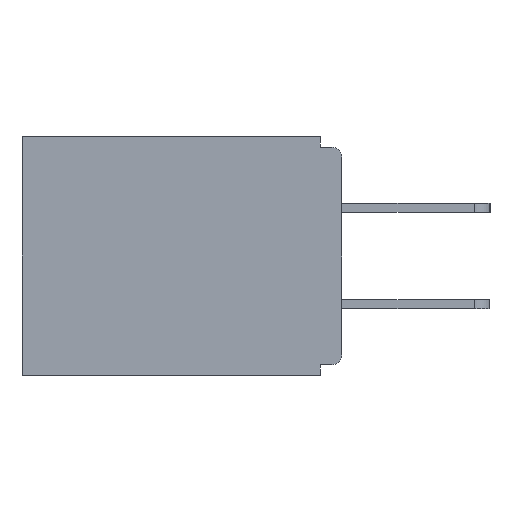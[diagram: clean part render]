
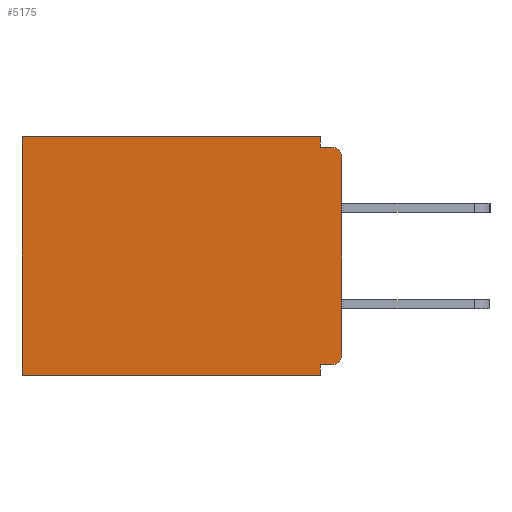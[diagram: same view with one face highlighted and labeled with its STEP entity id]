
A CAD part, left-side view. The second image highlights one B-rep face of the part: STEP entity #5175.
In plain terms, the highlighted planar face has unit normal (-1, 0, 0).
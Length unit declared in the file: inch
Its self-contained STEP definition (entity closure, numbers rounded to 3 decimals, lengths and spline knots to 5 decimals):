
#131 = ORIENTED_EDGE ( 'NONE', *, *, #10598, .F. ) ;
#308 = LINE ( 'NONE', #9941, #8647 ) ;
#329 = ORIENTED_EDGE ( 'NONE', *, *, #12026, .F. ) ;
#351 = CARTESIAN_POINT ( 'NONE',  ( 0.298, 0., 0. ) ) ;
#387 = DIRECTION ( 'NONE',  ( 0., 0., -1. ) ) ;
#450 = CARTESIAN_POINT ( 'NONE',  ( 0.298, 0.031, -0.328 ) ) ;
#473 = ORIENTED_EDGE ( 'NONE', *, *, #9995, .F. ) ;
#507 = LINE ( 'NONE', #351, #10986 ) ;
#514 = CIRCLE ( 'NONE', #4173, 0.015 ) ;
#572 = ORIENTED_EDGE ( 'NONE', *, *, #1068, .T. ) ;
#613 = ORIENTED_EDGE ( 'NONE', *, *, #7551, .T. ) ;
#759 = VERTEX_POINT ( 'NONE', #1843 ) ;
#847 = CARTESIAN_POINT ( 'NONE',  ( 0.298, 0.031, -0.343 ) ) ;
#927 = CARTESIAN_POINT ( 'NONE',  ( 0.298, 0., 0. ) ) ;
#1068 = EDGE_CURVE ( 'NONE', #759, #9115, #10208, .T. ) ;
#1255 = CARTESIAN_POINT ( 'NONE',  ( 0.298, 0., -0.03 ) ) ;
#1843 = CARTESIAN_POINT ( 'NONE',  ( 0.298, 0.46, 0. ) ) ;
#1900 = DIRECTION ( 'NONE',  ( 1., 0., 0. ) ) ;
#2057 = CARTESIAN_POINT ( 'NONE',  ( 0.298, 0.031, -0.343 ) ) ;
#2289 = DIRECTION ( 'NONE',  ( 0., -1., 0. ) ) ;
#2330 = FACE_OUTER_BOUND ( 'NONE', #6803, .T. ) ;
#2525 = EDGE_CURVE ( 'NONE', #6267, #6693, #10762, .T. ) ;
#2707 = LINE ( 'NONE', #10818, #6105 ) ;
#2781 = DIRECTION ( 'NONE',  ( 0., 0., -1. ) ) ;
#2810 = EDGE_CURVE ( 'NONE', #9121, #9115, #11667, .T. ) ;
#2873 = DIRECTION ( 'NONE',  ( 0., 0., -1. ) ) ;
#2963 = LINE ( 'NONE', #6099, #12383 ) ;
#3217 = CARTESIAN_POINT ( 'NONE',  ( 0.298, 0.015, -0.313 ) ) ;
#3344 = DIRECTION ( 'NONE',  ( 0., 1., 0. ) ) ;
#3365 = EDGE_CURVE ( 'NONE', #8807, #9121, #3994, .T. ) ;
#3994 = LINE ( 'NONE', #2057, #9790 ) ;
#4151 = DIRECTION ( 'NONE',  ( -1., 0., 0. ) ) ;
#4173 = AXIS2_PLACEMENT_3D ( 'NONE', #3217, #4151, #11773 ) ;
#4711 = VERTEX_POINT ( 'NONE', #6500 ) ;
#4902 = EDGE_CURVE ( 'NONE', #9446, #6693, #514, .T. ) ;
#5092 = ORIENTED_EDGE ( 'NONE', *, *, #2525, .F. ) ;
#5175 = ADVANCED_FACE ( 'NONE', ( #2330 ), #6628, .F. ) ;
#5303 = CARTESIAN_POINT ( 'NONE',  ( 0.298, 0.031, 0. ) ) ;
#5373 = CARTESIAN_POINT ( 'NONE',  ( 0.298, 0.46, 0. ) ) ;
#5968 = DIRECTION ( 'NONE',  ( 0., 0., -1. ) ) ;
#6099 = CARTESIAN_POINT ( 'NONE',  ( 0.298, 0.031, -0.343 ) ) ;
#6105 = VECTOR ( 'NONE', #10715, 39.37008 ) ;
#6267 = VERTEX_POINT ( 'NONE', #1255 ) ;
#6500 = CARTESIAN_POINT ( 'NONE',  ( 0.298, 0.015, -0.015 ) ) ;
#6628 = PLANE ( 'NONE',  #11949 ) ;
#6690 = VECTOR ( 'NONE', #2781, 39.37008 ) ;
#6693 = VERTEX_POINT ( 'NONE', #8698 ) ;
#6803 = EDGE_LOOP ( 'NONE', ( #7383, #473, #329, #613, #572, #10940, #9495, #131, #7593, #5092 ) ) ;
#6916 = DIRECTION ( 'NONE',  ( -1., 0., 0. ) ) ;
#7383 = ORIENTED_EDGE ( 'NONE', *, *, #11755, .T. ) ;
#7551 = EDGE_CURVE ( 'NONE', #10713, #759, #507, .T. ) ;
#7593 = ORIENTED_EDGE ( 'NONE', *, *, #4902, .T. ) ;
#7684 = CARTESIAN_POINT ( 'NONE',  ( 0.298, 0.031, -0.015 ) ) ;
#7775 = VECTOR ( 'NONE', #10130, 39.37008 ) ;
#7869 = CARTESIAN_POINT ( 'NONE',  ( 0.298, 0.015, -0.03 ) ) ;
#8144 = CARTESIAN_POINT ( 'NONE',  ( 0.298, 0.015, -0.328 ) ) ;
#8528 = CARTESIAN_POINT ( 'NONE',  ( 0.298, 0.46, -0.343 ) ) ;
#8647 = VECTOR ( 'NONE', #2289, 39.37008 ) ;
#8698 = CARTESIAN_POINT ( 'NONE',  ( 0.298, 0., -0.313 ) ) ;
#8770 = DIRECTION ( 'NONE',  ( 0., 0., -1. ) ) ;
#8807 = VERTEX_POINT ( 'NONE', #450 ) ;
#9065 = CIRCLE ( 'NONE', #12400, 0.015 ) ;
#9115 = VERTEX_POINT ( 'NONE', #8528 ) ;
#9121 = VERTEX_POINT ( 'NONE', #847 ) ;
#9180 = CARTESIAN_POINT ( 'NONE',  ( 0.298, 0., -0.343 ) ) ;
#9446 = VERTEX_POINT ( 'NONE', #8144 ) ;
#9495 = ORIENTED_EDGE ( 'NONE', *, *, #3365, .F. ) ;
#9581 = CARTESIAN_POINT ( 'NONE',  ( 0.298, 0., 0. ) ) ;
#9790 = VECTOR ( 'NONE', #8770, 39.37008 ) ;
#9941 = CARTESIAN_POINT ( 'NONE',  ( 0.298, 0., -0.015 ) ) ;
#9995 = EDGE_CURVE ( 'NONE', #10471, #4711, #308, .T. ) ;
#10130 = DIRECTION ( 'NONE',  ( 0., 0., -1. ) ) ;
#10208 = LINE ( 'NONE', #5373, #7775 ) ;
#10471 = VERTEX_POINT ( 'NONE', #7684 ) ;
#10598 = EDGE_CURVE ( 'NONE', #9446, #8807, #2707, .T. ) ;
#10713 = VERTEX_POINT ( 'NONE', #5303 ) ;
#10715 = DIRECTION ( 'NONE',  ( 0., 1., 0. ) ) ;
#10762 = LINE ( 'NONE', #9581, #6690 ) ;
#10818 = CARTESIAN_POINT ( 'NONE',  ( 0.298, 0., -0.328 ) ) ;
#10940 = ORIENTED_EDGE ( 'NONE', *, *, #2810, .F. ) ;
#10986 = VECTOR ( 'NONE', #11914, 39.37008 ) ;
#11667 = LINE ( 'NONE', #9180, #11975 ) ;
#11755 = EDGE_CURVE ( 'NONE', #6267, #4711, #9065, .T. ) ;
#11773 = DIRECTION ( 'NONE',  ( 0., 0., -1. ) ) ;
#11914 = DIRECTION ( 'NONE',  ( 0., 1., 0. ) ) ;
#11949 = AXIS2_PLACEMENT_3D ( 'NONE', #927, #1900, #2873 ) ;
#11975 = VECTOR ( 'NONE', #3344, 39.37008 ) ;
#12026 = EDGE_CURVE ( 'NONE', #10713, #10471, #2963, .T. ) ;
#12383 = VECTOR ( 'NONE', #387, 39.37008 ) ;
#12400 = AXIS2_PLACEMENT_3D ( 'NONE', #7869, #6916, #5968 ) ;
